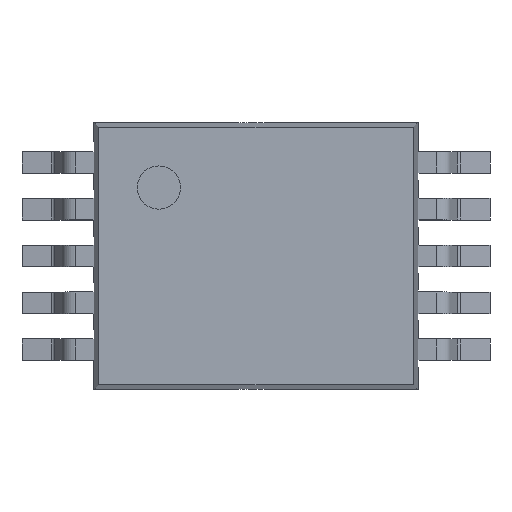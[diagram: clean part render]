
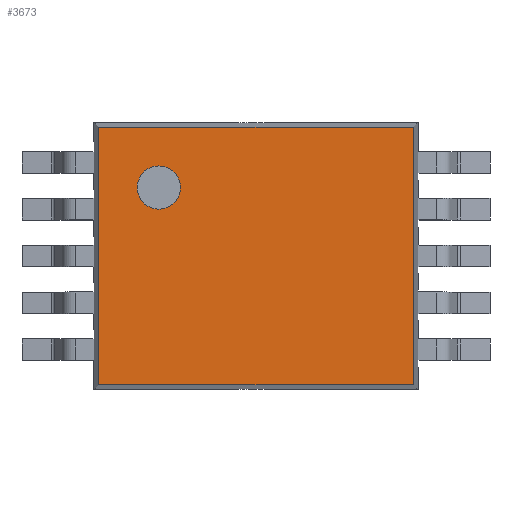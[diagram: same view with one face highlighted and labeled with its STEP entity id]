
A CAD part, top view. The second image highlights one B-rep face of the part: STEP entity #3673.
In plain terms, the highlighted planar face has unit normal (0, 0, 1).
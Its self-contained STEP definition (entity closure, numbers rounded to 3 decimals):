
#11 = VERTEX_POINT ( 'NONE', #1093 ) ;
#120 = CARTESIAN_POINT ( 'NONE',  ( -1.65, 0.95, 1.2 ) ) ;
#199 = VERTEX_POINT ( 'NONE', #1641 ) ;
#276 = ORIENTED_EDGE ( 'NONE', *, *, #2712, .T. ) ;
#284 = EDGE_LOOP ( 'NONE', ( #4491, #3610 ) ) ;
#429 = DIRECTION ( 'NONE',  ( 0., 1., 0. ) ) ;
#608 = EDGE_CURVE ( 'NONE', #1373, #199, #1935, .T. ) ;
#679 = AXIS2_PLACEMENT_3D ( 'NONE', #4626, #2216, #5028 ) ;
#694 = ORIENTED_EDGE ( 'NONE', *, *, #1360, .T. ) ;
#779 = ORIENTED_EDGE ( 'NONE', *, *, #2078, .T. ) ;
#897 = DIRECTION ( 'NONE',  ( 0., 0., 1. ) ) ;
#990 = FACE_BOUND ( 'NONE', #284, .T. ) ;
#1084 = VECTOR ( 'NONE', #2622, 1000. ) ;
#1093 = CARTESIAN_POINT ( 'NONE',  ( -2.187, 1.787, 1.2 ) ) ;
#1253 = VERTEX_POINT ( 'NONE', #1657 ) ;
#1360 = EDGE_CURVE ( 'NONE', #11, #1253, #3567, .T. ) ;
#1373 = VERTEX_POINT ( 'NONE', #120 ) ;
#1624 = VERTEX_POINT ( 'NONE', #2798 ) ;
#1641 = CARTESIAN_POINT ( 'NONE',  ( -1.05, 0.95, 1.2 ) ) ;
#1646 = VECTOR ( 'NONE', #429, 1000. ) ;
#1657 = CARTESIAN_POINT ( 'NONE',  ( -2.187, -1.787, 1.2 ) ) ;
#1697 = PLANE ( 'NONE',  #3218 ) ;
#1747 = EDGE_CURVE ( 'NONE', #199, #1373, #2114, .T. ) ;
#1935 = CIRCLE ( 'NONE', #4533, 0.3 ) ;
#2037 = CARTESIAN_POINT ( 'NONE',  ( 2.187, 1.85, 1.2 ) ) ;
#2062 = CARTESIAN_POINT ( 'NONE',  ( 2.25, -1.787, 1.2 ) ) ;
#2078 = EDGE_CURVE ( 'NONE', #1253, #4940, #3416, .T. ) ;
#2096 = DIRECTION ( 'NONE',  ( 0., 0., 1. ) ) ;
#2114 = CIRCLE ( 'NONE', #679, 0.3 ) ;
#2122 = DIRECTION ( 'NONE',  ( 0., -1., 0. ) ) ;
#2216 = DIRECTION ( 'NONE',  ( 0., 0., 1. ) ) ;
#2350 = VECTOR ( 'NONE', #4478, 1000. ) ;
#2432 = CARTESIAN_POINT ( 'NONE',  ( 2.187, -1.787, 1.2 ) ) ;
#2622 = DIRECTION ( 'NONE',  ( -1., 0., 0. ) ) ;
#2712 = EDGE_CURVE ( 'NONE', #1624, #11, #4310, .T. ) ;
#2798 = CARTESIAN_POINT ( 'NONE',  ( 2.187, 1.787, 1.2 ) ) ;
#3129 = FACE_OUTER_BOUND ( 'NONE', #3730, .T. ) ;
#3218 = AXIS2_PLACEMENT_3D ( 'NONE', #4509, #2096, #4914 ) ;
#3315 = CARTESIAN_POINT ( 'NONE',  ( -1.35, 0.95, 1.2 ) ) ;
#3318 = CARTESIAN_POINT ( 'NONE',  ( -2.187, -1.85, 1.2 ) ) ;
#3326 = EDGE_CURVE ( 'NONE', #4940, #1624, #4861, .T. ) ;
#3416 = LINE ( 'NONE', #2062, #2350 ) ;
#3567 = LINE ( 'NONE', #3318, #4395 ) ;
#3610 = ORIENTED_EDGE ( 'NONE', *, *, #608, .F. ) ;
#3673 = ADVANCED_FACE ( 'NONE', ( #990, #3129 ), #1697, .T. ) ;
#3721 = DIRECTION ( 'NONE',  ( 1., 0., 0. ) ) ;
#3730 = EDGE_LOOP ( 'NONE', ( #276, #694, #779, #3760 ) ) ;
#3760 = ORIENTED_EDGE ( 'NONE', *, *, #3326, .T. ) ;
#4230 = CARTESIAN_POINT ( 'NONE',  ( -2.25, 1.787, 1.2 ) ) ;
#4310 = LINE ( 'NONE', #4230, #1084 ) ;
#4395 = VECTOR ( 'NONE', #2122, 1000. ) ;
#4478 = DIRECTION ( 'NONE',  ( 1., 0., 0. ) ) ;
#4491 = ORIENTED_EDGE ( 'NONE', *, *, #1747, .F. ) ;
#4509 = CARTESIAN_POINT ( 'NONE',  ( 0., 0., 1.2 ) ) ;
#4533 = AXIS2_PLACEMENT_3D ( 'NONE', #3315, #897, #3721 ) ;
#4626 = CARTESIAN_POINT ( 'NONE',  ( -1.35, 0.95, 1.2 ) ) ;
#4861 = LINE ( 'NONE', #2037, #1646 ) ;
#4914 = DIRECTION ( 'NONE',  ( 1., 0., 0. ) ) ;
#4940 = VERTEX_POINT ( 'NONE', #2432 ) ;
#5028 = DIRECTION ( 'NONE',  ( 1., 0., 0. ) ) ;
